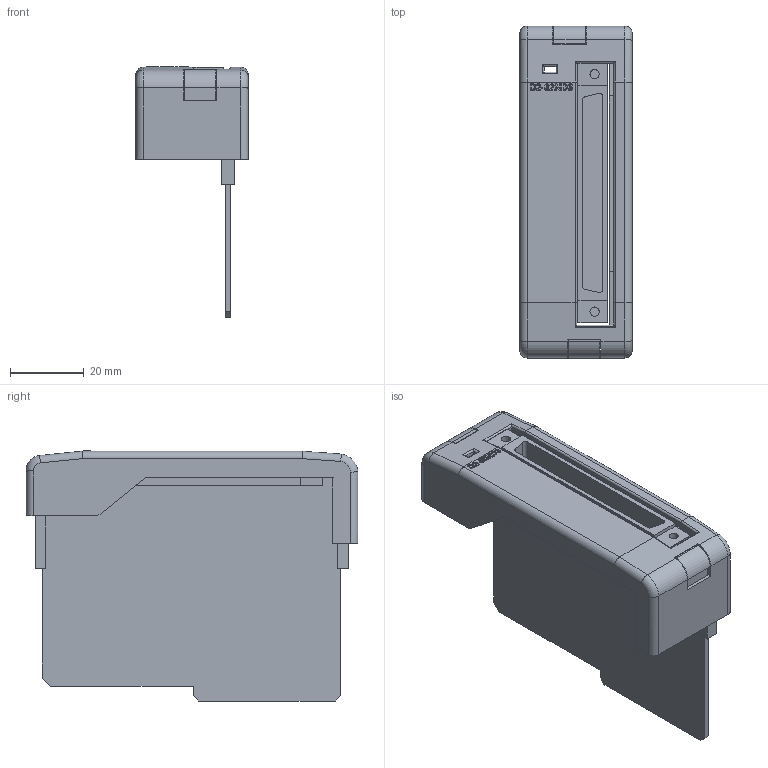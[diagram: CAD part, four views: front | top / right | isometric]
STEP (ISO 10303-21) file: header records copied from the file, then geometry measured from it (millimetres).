
FILE_DESCRIPTION (( 'STEP AP214' ), '1' );
FILE_NAME ('D2-32ND3_ModuleCase_light_NEW.STEP', '2011-02-02T20:29:24', ( ' ' ), ( ' ' ), 'SwSTEP 2.0', 'SolidWorks 2009', '' );
FILE_SCHEMA (( 'AUTOMOTIVE_DESIGN' ));
Length unit declared in the file: millimetre
Products named in the file (1): D2-32ND3_ModuleCase_light_NEW
Bounding box: 30.5 x 90 x 67.85 mm (x, y, z)
Volume: 20870.2 mm3; surface area: 29188.3 mm2
Topology: 5 solids, 5 shells, 331 faces, 916 edges, 600 vertices
Faces by surface type: plane 193, bspline 66, cylinder 63, torus 9
Entity records: 17146 total; most frequent: CARTESIAN_POINT 5470, ORIENTED_EDGE 1832, DIRECTION 1355, EDGE_CURVE 916, LINE 649, VECTOR 649, VERTEX_POINT 600, AXIS2_PLACEMENT_3D 353
